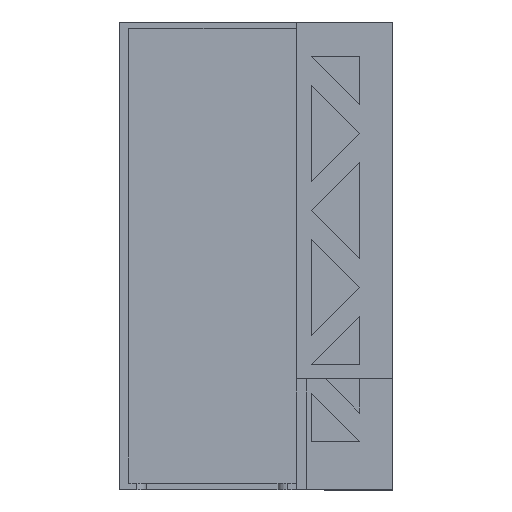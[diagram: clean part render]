
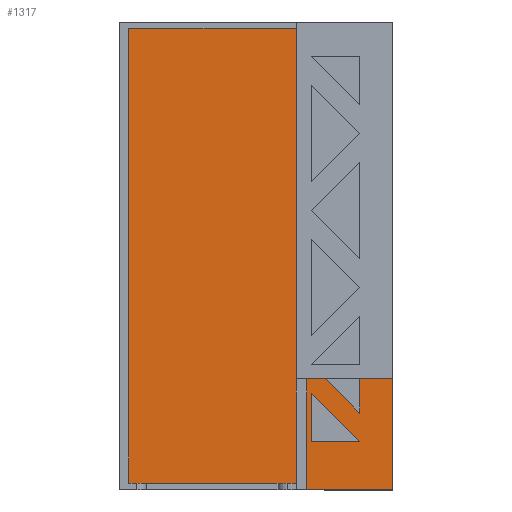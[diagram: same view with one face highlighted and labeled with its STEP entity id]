
A CAD part, top view. The second image highlights one B-rep face of the part: STEP entity #1317.
In plain terms, the highlighted planar face has unit normal (0, 0, 1).
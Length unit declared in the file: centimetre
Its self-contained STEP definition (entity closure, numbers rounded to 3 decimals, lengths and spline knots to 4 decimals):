
#24=FACE_BOUND('',#150,.T.);
#25=FACE_BOUND('',#151,.T.);
#26=FACE_BOUND('',#152,.T.);
#27=FACE_BOUND('',#153,.T.);
#28=FACE_BOUND('',#154,.T.);
#29=FACE_BOUND('',#155,.T.);
#77=FACE_OUTER_BOUND('',#149,.T.);
#149=EDGE_LOOP('',(#1013,#1014,#1015,#1016));
#150=EDGE_LOOP('',(#1017,#1018,#1019));
#151=EDGE_LOOP('',(#1020,#1021,#1022));
#152=EDGE_LOOP('',(#1023,#1024,#1025));
#153=EDGE_LOOP('',(#1026,#1027,#1028));
#154=EDGE_LOOP('',(#1029,#1030,#1031));
#155=EDGE_LOOP('',(#1032,#1033,#1034));
#255=LINE('',#1896,#431);
#263=LINE('',#1912,#439);
#267=LINE('',#1921,#443);
#270=LINE('',#1927,#446);
#274=LINE('',#1936,#450);
#278=LINE('',#1945,#454);
#281=LINE('',#1951,#457);
#285=LINE('',#1960,#461);
#288=LINE('',#1966,#464);
#292=LINE('',#1975,#468);
#295=LINE('',#1981,#471);
#297=LINE('',#1984,#473);
#298=LINE('',#1985,#474);
#299=LINE('',#1986,#475);
#300=LINE('',#1988,#476);
#301=LINE('',#1989,#477);
#302=LINE('',#1990,#478);
#303=LINE('',#1991,#479);
#304=LINE('',#1992,#480);
#305=LINE('',#1995,#481);
#306=LINE('',#1997,#482);
#307=LINE('',#1998,#483);
#431=VECTOR('',#1552,1.);
#439=VECTOR('',#1564,1.);
#443=VECTOR('',#1570,1.);
#446=VECTOR('',#1575,1.);
#450=VECTOR('',#1581,1.);
#454=VECTOR('',#1587,1.);
#457=VECTOR('',#1592,1.);
#461=VECTOR('',#1598,1.);
#464=VECTOR('',#1603,1.);
#468=VECTOR('',#1609,1.);
#471=VECTOR('',#1614,1.);
#473=VECTOR('',#1618,1.);
#474=VECTOR('',#1619,1.);
#475=VECTOR('',#1620,1.);
#476=VECTOR('',#1621,1.);
#477=VECTOR('',#1622,1.);
#478=VECTOR('',#1623,1.);
#479=VECTOR('',#1624,1.);
#480=VECTOR('',#1625,1.);
#481=VECTOR('',#1626,1.);
#482=VECTOR('',#1627,1.);
#483=VECTOR('',#1628,1.);
#593=VERTEX_POINT('',#1894);
#594=VERTEX_POINT('',#1895);
#599=VERTEX_POINT('',#1909);
#600=VERTEX_POINT('',#1911);
#603=VERTEX_POINT('',#1918);
#604=VERTEX_POINT('',#1920);
#606=VERTEX_POINT('',#1926);
#609=VERTEX_POINT('',#1933);
#610=VERTEX_POINT('',#1935);
#613=VERTEX_POINT('',#1942);
#614=VERTEX_POINT('',#1944);
#616=VERTEX_POINT('',#1950);
#619=VERTEX_POINT('',#1957);
#620=VERTEX_POINT('',#1959);
#622=VERTEX_POINT('',#1965);
#625=VERTEX_POINT('',#1972);
#626=VERTEX_POINT('',#1974);
#628=VERTEX_POINT('',#1980);
#629=VERTEX_POINT('',#1987);
#630=VERTEX_POINT('',#1993);
#631=VERTEX_POINT('',#1994);
#632=VERTEX_POINT('',#1996);
#731=EDGE_CURVE('',#593,#594,#255,.T.);
#739=EDGE_CURVE('',#600,#599,#263,.T.);
#743=EDGE_CURVE('',#604,#603,#267,.T.);
#746=EDGE_CURVE('',#606,#604,#270,.T.);
#750=EDGE_CURVE('',#610,#609,#274,.T.);
#754=EDGE_CURVE('',#614,#613,#278,.T.);
#757=EDGE_CURVE('',#616,#614,#281,.T.);
#761=EDGE_CURVE('',#620,#619,#285,.T.);
#764=EDGE_CURVE('',#622,#620,#288,.T.);
#768=EDGE_CURVE('',#626,#625,#292,.T.);
#771=EDGE_CURVE('',#628,#626,#295,.T.);
#773=EDGE_CURVE('',#600,#593,#297,.T.);
#774=EDGE_CURVE('',#594,#599,#298,.T.);
#775=EDGE_CURVE('',#603,#606,#299,.T.);
#776=EDGE_CURVE('',#609,#629,#300,.T.);
#777=EDGE_CURVE('',#629,#610,#301,.T.);
#778=EDGE_CURVE('',#613,#616,#302,.T.);
#779=EDGE_CURVE('',#619,#622,#303,.T.);
#780=EDGE_CURVE('',#625,#628,#304,.T.);
#781=EDGE_CURVE('',#630,#631,#305,.T.);
#782=EDGE_CURVE('',#631,#632,#306,.T.);
#783=EDGE_CURVE('',#632,#630,#307,.T.);
#1013=ORIENTED_EDGE('',*,*,#773,.F.);
#1014=ORIENTED_EDGE('',*,*,#739,.T.);
#1015=ORIENTED_EDGE('',*,*,#774,.F.);
#1016=ORIENTED_EDGE('',*,*,#731,.F.);
#1017=ORIENTED_EDGE('',*,*,#743,.T.);
#1018=ORIENTED_EDGE('',*,*,#775,.T.);
#1019=ORIENTED_EDGE('',*,*,#746,.T.);
#1020=ORIENTED_EDGE('',*,*,#776,.T.);
#1021=ORIENTED_EDGE('',*,*,#777,.T.);
#1022=ORIENTED_EDGE('',*,*,#750,.T.);
#1023=ORIENTED_EDGE('',*,*,#754,.T.);
#1024=ORIENTED_EDGE('',*,*,#778,.T.);
#1025=ORIENTED_EDGE('',*,*,#757,.T.);
#1026=ORIENTED_EDGE('',*,*,#761,.T.);
#1027=ORIENTED_EDGE('',*,*,#779,.T.);
#1028=ORIENTED_EDGE('',*,*,#764,.T.);
#1029=ORIENTED_EDGE('',*,*,#768,.T.);
#1030=ORIENTED_EDGE('',*,*,#780,.T.);
#1031=ORIENTED_EDGE('',*,*,#771,.T.);
#1032=ORIENTED_EDGE('',*,*,#781,.T.);
#1033=ORIENTED_EDGE('',*,*,#782,.T.);
#1034=ORIENTED_EDGE('',*,*,#783,.T.);
#1246=PLANE('',#1409);
#1317=ADVANCED_FACE('',(#77,#24,#25,#26,#27,#28,#29),#1246,.T.);
#1409=AXIS2_PLACEMENT_3D('',#1983,#1616,#1617);
#1552=DIRECTION('',(0.,1.,0.));
#1564=DIRECTION('',(0.,1.,0.));
#1570=DIRECTION('',(-0.707,0.707,0.));
#1575=DIRECTION('',(0.,-1.,0.));
#1581=DIRECTION('',(0.707,0.707,0.));
#1587=DIRECTION('',(-0.707,-0.707,0.));
#1592=DIRECTION('',(0.707,-0.707,0.));
#1598=DIRECTION('',(0.707,-0.707,0.));
#1603=DIRECTION('',(0.,1.,0.));
#1609=DIRECTION('',(0.707,0.707,0.));
#1614=DIRECTION('',(-0.707,0.707,0.));
#1616=DIRECTION('center_axis',(0.,0.,1.));
#1617=DIRECTION('ref_axis',(0.,1.,0.));
#1618=DIRECTION('',(-1.,0.,0.));
#1619=DIRECTION('',(1.,0.,0.));
#1620=DIRECTION('',(1.,0.,0.));
#1621=DIRECTION('',(0.,-1.,0.));
#1622=DIRECTION('',(-0.707,0.707,0.));
#1623=DIRECTION('',(0.,1.,0.));
#1624=DIRECTION('',(-0.707,-0.707,0.));
#1625=DIRECTION('',(0.,-1.,0.));
#1626=DIRECTION('',(0.707,-0.707,0.));
#1627=DIRECTION('',(-1.,0.,0.));
#1628=DIRECTION('',(0.,1.,0.));
#1894=CARTESIAN_POINT('',(-9.8,4.001,5.847));
#1895=CARTESIAN_POINT('',(-9.8,8.8585,5.847));
#1896=CARTESIAN_POINT('',(-9.8,7.6442,5.847));
#1909=CARTESIAN_POINT('',(-6.956,8.8585,5.847));
#1911=CARTESIAN_POINT('',(-6.956,4.001,5.847));
#1912=CARTESIAN_POINT('',(-6.956,8.8585,5.847));
#1918=CARTESIAN_POINT('',(-7.8,8.5,5.847));
#1920=CARTESIAN_POINT('',(-7.3,8.,5.847));
#1921=CARTESIAN_POINT('',(-6.3627,7.0627,5.847));
#1926=CARTESIAN_POINT('',(-7.3,8.5,5.847));
#1927=CARTESIAN_POINT('',(-7.3,6.2505,5.847));
#1933=CARTESIAN_POINT('',(-7.3,5.8,5.847));
#1935=CARTESIAN_POINT('',(-7.8,5.3,5.847));
#1936=CARTESIAN_POINT('',(-8.0623,5.0377,5.847));
#1942=CARTESIAN_POINT('',(-7.8,7.2,5.847));
#1944=CARTESIAN_POINT('',(-7.3,7.7,5.847));
#1945=CARTESIAN_POINT('',(-8.2873,6.7127,5.847));
#1950=CARTESIAN_POINT('',(-7.8,8.2,5.847));
#1951=CARTESIAN_POINT('',(-6.6877,7.0877,5.847));
#1957=CARTESIAN_POINT('',(-7.3,6.1,5.847));
#1959=CARTESIAN_POINT('',(-7.8,6.6,5.847));
#1960=CARTESIAN_POINT('',(-7.0877,5.8877,5.847));
#1965=CARTESIAN_POINT('',(-7.8,5.6,5.847));
#1966=CARTESIAN_POINT('',(-7.8,4.8005,5.847));
#1972=CARTESIAN_POINT('',(-7.3,7.4,5.847));
#1974=CARTESIAN_POINT('',(-7.8,6.9,5.847));
#1975=CARTESIAN_POINT('',(-8.4623,6.2377,5.847));
#1980=CARTESIAN_POINT('',(-7.3,6.4,5.847));
#1981=CARTESIAN_POINT('',(-6.7627,5.8627,5.847));
#1983=CARTESIAN_POINT('Origin',(-7.55,4.001,5.847));
#1984=CARTESIAN_POINT('',(-7.25,4.001,5.847));
#1985=CARTESIAN_POINT('',(-7.55,8.8585,5.847));
#1986=CARTESIAN_POINT('',(-7.675,8.5,5.847));
#1987=CARTESIAN_POINT('',(-7.3,4.8,5.847));
#1988=CARTESIAN_POINT('',(-7.3,4.9005,5.847));
#1989=CARTESIAN_POINT('',(-7.4127,4.9127,5.847));
#1990=CARTESIAN_POINT('',(-7.8,5.6005,5.847));
#1991=CARTESIAN_POINT('',(-7.8873,5.5127,5.847));
#1992=CARTESIAN_POINT('',(-7.3,5.7005,5.847));
#1993=CARTESIAN_POINT('',(-7.8,5.,5.847));
#1994=CARTESIAN_POINT('',(-7.3,4.5,5.847));
#1995=CARTESIAN_POINT('',(-7.2377,4.4377,5.847));
#1996=CARTESIAN_POINT('',(-7.8,4.5,5.847));
#1997=CARTESIAN_POINT('',(-7.675,4.5,5.847));
#1998=CARTESIAN_POINT('',(-7.8,4.5005,5.847));
